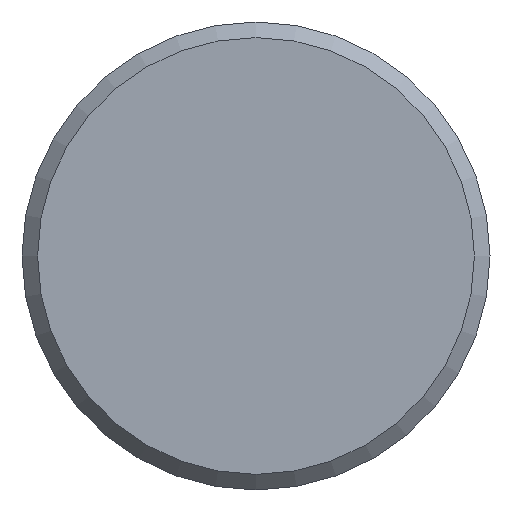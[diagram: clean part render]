
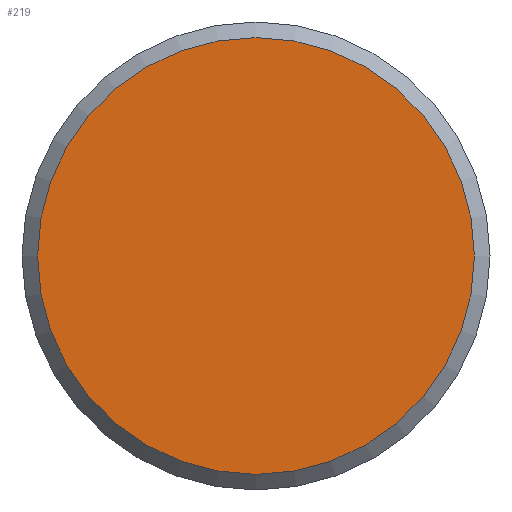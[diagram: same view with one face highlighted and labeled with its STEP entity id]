
A CAD part, front view. The second image highlights one B-rep face of the part: STEP entity #219.
In plain terms, the highlighted planar face has unit normal (0, -1, 0).
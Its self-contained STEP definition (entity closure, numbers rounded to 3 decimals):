
#51=FACE_OUTER_BOUND('',#66,.T.);
#66=EDGE_LOOP('',(#148));
#82=CIRCLE('',#255,8.4);
#97=VERTEX_POINT('',#356);
#116=EDGE_CURVE('',#97,#97,#82,.T.);
#148=ORIENTED_EDGE('',*,*,#116,.T.);
#199=PLANE('',#256);
#219=ADVANCED_FACE('',(#51),#199,.T.);
#255=AXIS2_PLACEMENT_3D('',#357,#290,#291);
#256=AXIS2_PLACEMENT_3D('',#359,#293,#294);
#290=DIRECTION('center_axis',(0.,-1.,0.));
#291=DIRECTION('ref_axis',(1.,0.,0.));
#293=DIRECTION('center_axis',(0.,-1.,0.));
#294=DIRECTION('ref_axis',(0.,0.,-1.));
#356=CARTESIAN_POINT('',(-8.4,-1.,0.));
#357=CARTESIAN_POINT('Origin',(0.,-1.,
0.));
#359=CARTESIAN_POINT('Origin',(4.2,-1.,0.));
